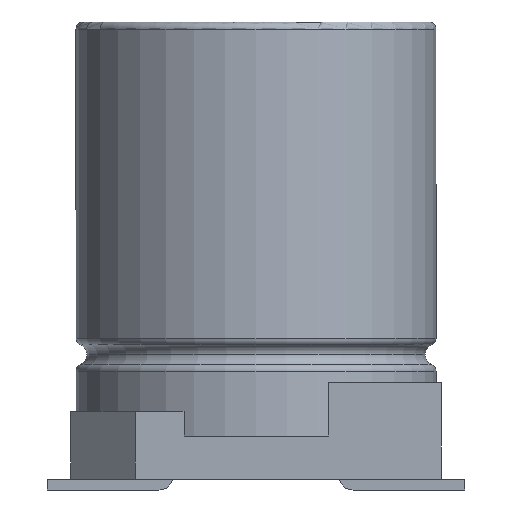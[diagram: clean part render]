
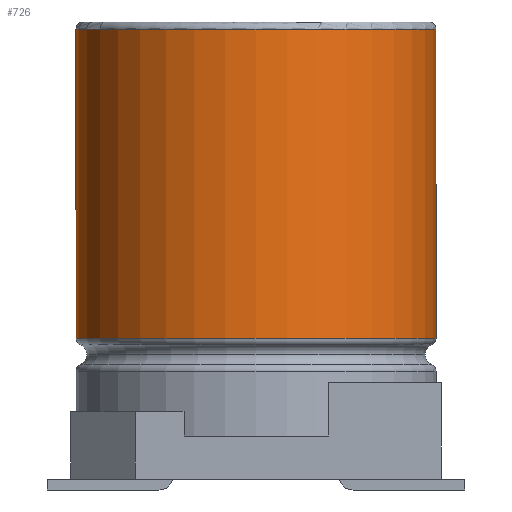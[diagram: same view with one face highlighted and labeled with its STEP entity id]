
A CAD part, front view. The second image highlights one B-rep face of the part: STEP entity #726.
In plain terms, the highlighted cylindrical face has radius 5 mm (diameter 10 mm), a partial arc.
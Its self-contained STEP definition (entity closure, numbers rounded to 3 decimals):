
#38 = VECTOR ( 'NONE', #13848, 1000. ) ;
#726 = ADVANCED_FACE ( 'NONE', ( #2001 ), #7650, .T. ) ;
#1814 = CIRCLE ( 'NONE', #9746, 5. ) ;
#2001 = FACE_OUTER_BOUND ( 'NONE', #3033, .T. ) ;
#2267 = CARTESIAN_POINT ( 'NONE',  ( 0., 0., 11.3 ) ) ;
#2614 = LINE ( 'NONE', #9018, #9697 ) ;
#3033 = EDGE_LOOP ( 'NONE', ( #5992, #8005, #7772, #8602 ) ) ;
#3337 = AXIS2_PLACEMENT_3D ( 'NONE', #11071, #6724, #11296 ) ;
#4011 = EDGE_CURVE ( 'NONE', #9971, #10339, #2614, .T. ) ;
#4262 = DIRECTION ( 'NONE',  ( 0., 0., -1. ) ) ;
#4289 = CARTESIAN_POINT ( 'NONE',  ( -5., 0., 11.3 ) ) ;
#4434 = CARTESIAN_POINT ( 'NONE',  ( 5., 0., 2.717 ) ) ;
#5342 = DIRECTION ( 'NONE',  ( 1., 0., 0. ) ) ;
#5463 = CARTESIAN_POINT ( 'NONE',  ( -5., 0., 2.717 ) ) ;
#5666 = EDGE_CURVE ( 'NONE', #12345, #7248, #6291, .T. ) ;
#5992 = ORIENTED_EDGE ( 'NONE', *, *, #6368, .T. ) ;
#6291 = LINE ( 'NONE', #9548, #38 ) ;
#6368 = EDGE_CURVE ( 'NONE', #12345, #9971, #7792, .T. ) ;
#6724 = DIRECTION ( 'NONE',  ( 0., 0., -1. ) ) ;
#7248 = VERTEX_POINT ( 'NONE', #4434 ) ;
#7650 = CYLINDRICAL_SURFACE ( 'NONE', #3337, 5. ) ;
#7772 = ORIENTED_EDGE ( 'NONE', *, *, #12229, .F. ) ;
#7792 = CIRCLE ( 'NONE', #12785, 5. ) ;
#8005 = ORIENTED_EDGE ( 'NONE', *, *, #4011, .T. ) ;
#8548 = DIRECTION ( 'NONE',  ( 0., 0., -1. ) ) ;
#8601 = DIRECTION ( 'NONE',  ( 1., 0., 0. ) ) ;
#8602 = ORIENTED_EDGE ( 'NONE', *, *, #5666, .F. ) ;
#9016 = CARTESIAN_POINT ( 'NONE',  ( 5., 0., 11.3 ) ) ;
#9018 = CARTESIAN_POINT ( 'NONE',  ( -5., 0., 0. ) ) ;
#9548 = CARTESIAN_POINT ( 'NONE',  ( 5., 0., 0. ) ) ;
#9697 = VECTOR ( 'NONE', #12351, 1000. ) ;
#9746 = AXIS2_PLACEMENT_3D ( 'NONE', #11968, #4262, #8601 ) ;
#9971 = VERTEX_POINT ( 'NONE', #4289 ) ;
#10339 = VERTEX_POINT ( 'NONE', #5463 ) ;
#11071 = CARTESIAN_POINT ( 'NONE',  ( 0., 0., 0. ) ) ;
#11296 = DIRECTION ( 'NONE',  ( 1., 0., 0. ) ) ;
#11968 = CARTESIAN_POINT ( 'NONE',  ( 0., 0., 2.717 ) ) ;
#12229 = EDGE_CURVE ( 'NONE', #7248, #10339, #1814, .T. ) ;
#12345 = VERTEX_POINT ( 'NONE', #9016 ) ;
#12351 = DIRECTION ( 'NONE',  ( 0., 0., -1. ) ) ;
#12785 = AXIS2_PLACEMENT_3D ( 'NONE', #2267, #8548, #5342 ) ;
#13848 = DIRECTION ( 'NONE',  ( 0., 0., -1. ) ) ;
